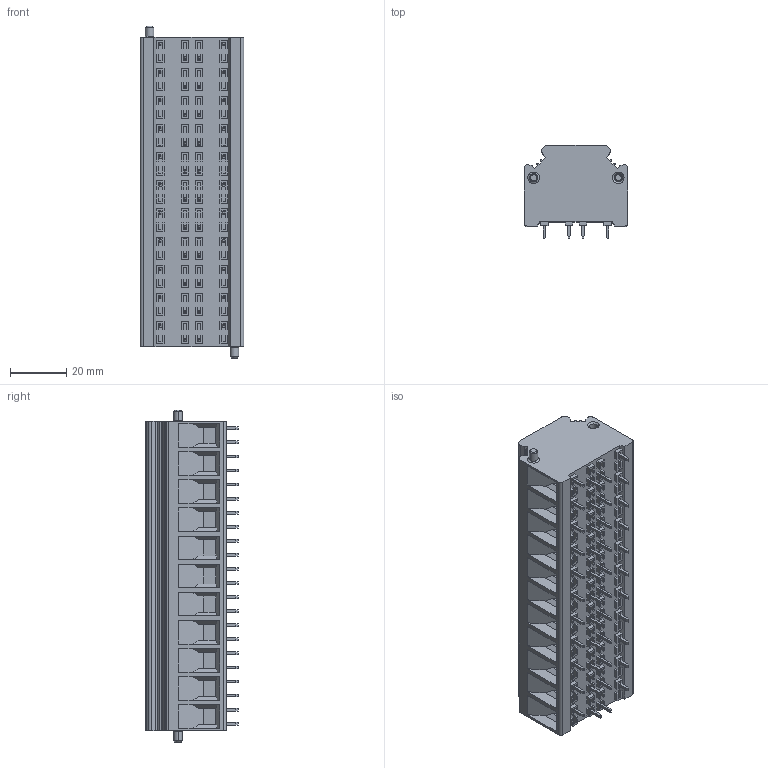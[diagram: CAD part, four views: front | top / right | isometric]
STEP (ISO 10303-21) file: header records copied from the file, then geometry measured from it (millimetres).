
FILE_DESCRIPTION((''),'2;1');
FILE_NAME('TL705DS-XXP_XS_','2024-11-13T15:11:20',('yanfa'),(''),'CREO PARAMETRIC BY PTC INC, 2018100','CREO PARAMETRIC BY PTC INC, 2018100','');
FILE_SCHEMA(('AUTOMOTIVE_DESIGN { 1 0 10303 214 1 1 1 1 }'));
Products named in the file (1): TL705DS-XXP_XS_
Bounding box: 36.8 x 33.02 x 118 mm (x, y, z)
Volume: 79214.4 mm3; surface area: 33574.2 mm2
Topology: 1 solids, 41 shells, 2188 faces, 5431 edges, 3531 vertices
Faces by surface type: plane 1642, cylinder 282, cone 176, torus 88
Entity records: 82706 total; most frequent: CARTESIAN_POINT 11645, ORIENTED_EDGE 10862, DIRECTION 10642, EDGE_CURVE 5431, VECTOR 4433, LINE 4433, VERTEX_POINT 3531, AXIS2_PLACEMENT_3D 3103
